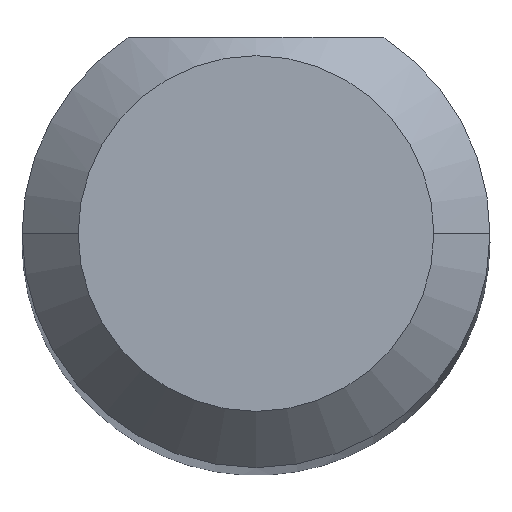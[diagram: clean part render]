
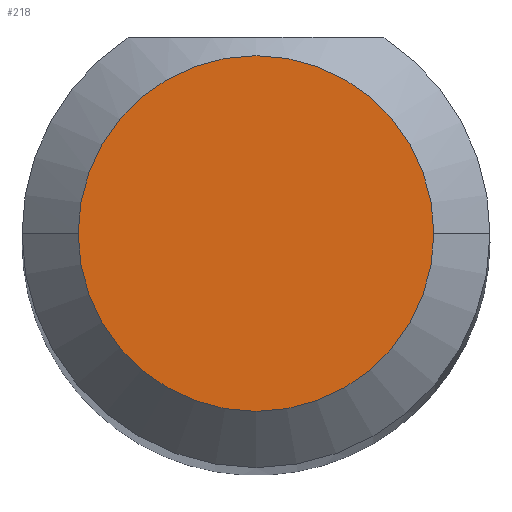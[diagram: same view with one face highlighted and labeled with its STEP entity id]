
A CAD part, top view. The second image highlights one B-rep face of the part: STEP entity #218.
In plain terms, the highlighted planar face has unit normal (0, 0, 1).
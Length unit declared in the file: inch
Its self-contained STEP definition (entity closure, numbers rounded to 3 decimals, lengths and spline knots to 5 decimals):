
#40 = FACE_OUTER_BOUND ( 'NONE', #370, .T. ) ;
#63 = CARTESIAN_POINT ( 'NONE',  ( -0.0475, 0., 1.5 ) ) ;
#79 = PLANE ( 'NONE',  #399 ) ;
#102 = DIRECTION ( 'NONE',  ( 0., 0., 1. ) ) ;
#103 = EDGE_CURVE ( 'NONE', #158, #261, #358, .T. ) ;
#107 = DIRECTION ( 'NONE',  ( 0., 0., 1. ) ) ;
#124 = CIRCLE ( 'NONE', #142, 0.0475 ) ;
#142 = AXIS2_PLACEMENT_3D ( 'NONE', #184, #102, #465 ) ;
#147 = DIRECTION ( 'NONE',  ( 1., 0., 0. ) ) ;
#149 = EDGE_CURVE ( 'NONE', #261, #158, #124, .T. ) ;
#158 = VERTEX_POINT ( 'NONE', #63 ) ;
#184 = CARTESIAN_POINT ( 'NONE',  ( 0., 0., 1.5 ) ) ;
#189 = CARTESIAN_POINT ( 'NONE',  ( 0., 0., 1.5 ) ) ;
#206 = ORIENTED_EDGE ( 'NONE', *, *, #103, .T. ) ;
#218 = ADVANCED_FACE ( 'NONE', ( #40 ), #79, .T. ) ;
#255 = DIRECTION ( 'NONE',  ( 0., 0., 1. ) ) ;
#261 = VERTEX_POINT ( 'NONE', #519 ) ;
#287 = AXIS2_PLACEMENT_3D ( 'NONE', #189, #107, #147 ) ;
#358 = CIRCLE ( 'NONE', #287, 0.0475 ) ;
#367 = CARTESIAN_POINT ( 'NONE',  ( 0., 0., 1.5 ) ) ;
#370 = EDGE_LOOP ( 'NONE', ( #206, #447 ) ) ;
#399 = AXIS2_PLACEMENT_3D ( 'NONE', #367, #255, #402 ) ;
#402 = DIRECTION ( 'NONE',  ( 1., 0., 0. ) ) ;
#447 = ORIENTED_EDGE ( 'NONE', *, *, #149, .T. ) ;
#465 = DIRECTION ( 'NONE',  ( 1., 0., 0. ) ) ;
#519 = CARTESIAN_POINT ( 'NONE',  ( 0.0475, 0., 1.5 ) ) ;
